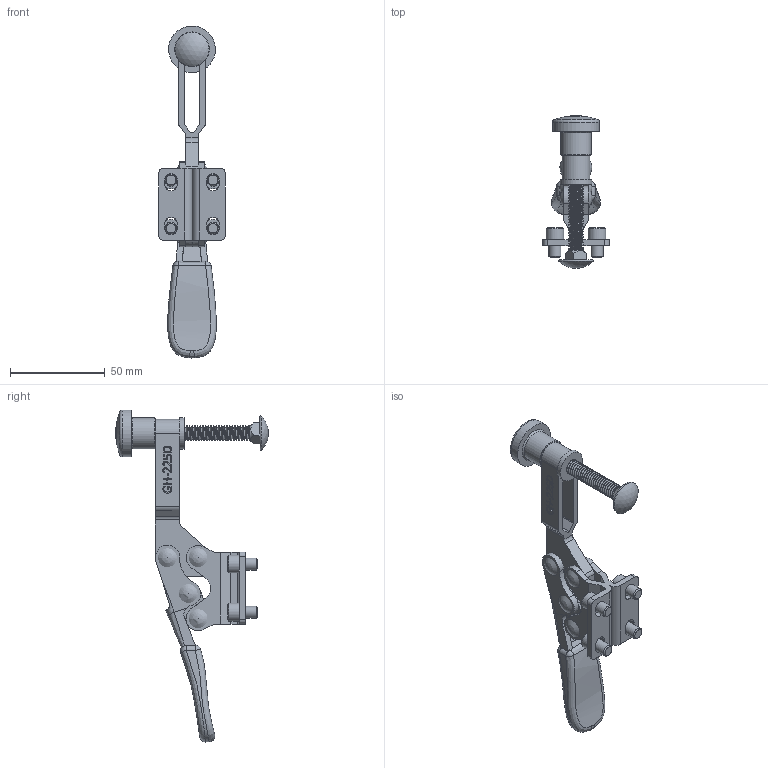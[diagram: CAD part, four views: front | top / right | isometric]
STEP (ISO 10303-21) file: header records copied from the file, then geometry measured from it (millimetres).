
FILE_DESCRIPTION(/* description */ (''),/* implementation_level */ '2;1');
FILE_NAME(/* name */ 'GH-225D-CK.stp',/* time_stamp */ '2023-02-07T08:20:12-05:00',/* author */ ('rwoods'),/* organization */ (''),/* preprocessor_version */ 'ST-DEVELOPER v19.2',/* originating_system */ 'Autodesk Inventor 2023',/* authorisation */ '');
FILE_SCHEMA (('AUTOMOTIVE_DESIGN { 1 0 10303 214 3 1 1 }'));
Length unit declared in the file: inch
Products named in the file (15): GH-225D-CK; GH-225D; Part_3373; Part_3372; Part_3371; Part_3369; Part_3370; Part_4551; Part_5719; Part_145106; SHCS_UNC; 5-16 CK; .312 x 5-16; 5-16 Knob; 5-16 x 3.0lg Carriage Bolt
Assembly tree (17 placements, depth 3):
  GH-225D-CK
    GH-225D
      Part_3373
      Part_3372
      Part_3371
      Part_3369
      Part_3370
      Part_4551
      Part_5719
      Part_145106
    SHCS_UNC  x4
    5-16 CK
      .312 x 5-16
      5-16 Knob
      5-16 x 3.0lg Carriage Bolt
Bounding box: 35 x 80.59 x 175.3 mm (x, y, z)
Volume: 46922.4 mm3; surface area: 37273 mm2
Topology: 15 solids, 15 shells, 643 faces, 1742 edges, 1133 vertices
Faces by surface type: plane 264, cylinder 197, bspline 153, cone 21, sphere 5, torus 3
Full cylindrical faces by diameter (mm): 6.028 x50, 6.3 x4, 6.35 x14, 6.401 x2, 7.938 x48, 9.398 x4, 9.652 x1, 16.332 x1, 16.662 x1, 24.663 x1
Entity records: 32420 total; most frequent: CARTESIAN_POINT 17668, ORIENTED_EDGE 3292, DIRECTION 2383, EDGE_CURVE 1646, VERTEX_POINT 1079, LINE 851, VECTOR 851, AXIS2_PLACEMENT_3D 766
